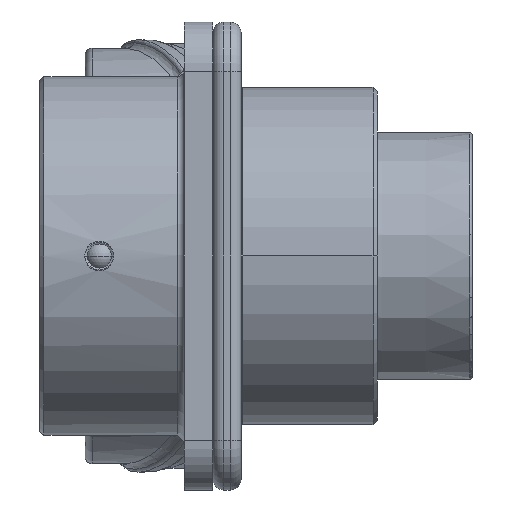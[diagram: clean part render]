
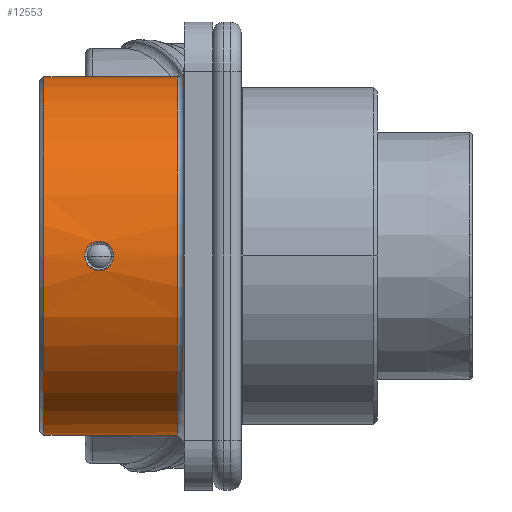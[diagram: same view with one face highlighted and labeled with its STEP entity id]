
A CAD part, left-side view. The second image highlights one B-rep face of the part: STEP entity #12553.
In plain terms, the highlighted cylindrical face has radius 12.65 mm (diameter 25.3 mm), a partial arc.
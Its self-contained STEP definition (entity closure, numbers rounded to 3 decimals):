
#45=DIRECTION('',(0.,1.,0.));
#46=VECTOR('',#45,9.4);
#47=CARTESIAN_POINT('',(0.,-16.2,12.65));
#48=LINE('',#47,#46);
#903=CARTESIAN_POINT('',(0.,-16.2,0.));
#904=DIRECTION('',(0.,1.,0.));
#905=DIRECTION('',(0.,0.,-1.));
#906=AXIS2_PLACEMENT_3D('',#903,#904,#905);
#908=CARTESIAN_POINT('',(0.,-16.2,0.));
#909=DIRECTION('',(0.,1.,0.));
#910=DIRECTION('',(-0.007,0.,-1.));
#911=AXIS2_PLACEMENT_3D('',#908,#909,#910);
#923=DIRECTION('',(0.,1.,0.));
#924=VECTOR('',#923,9.4);
#925=CARTESIAN_POINT('',(0.,-16.2,-12.65));
#926=LINE('',#925,#924);
#931=CARTESIAN_POINT('',(0.,-6.8,0.));
#932=DIRECTION('',(0.,-1.,0.));
#933=DIRECTION('',(0.,0.,1.));
#934=AXIS2_PLACEMENT_3D('',#931,#932,#933);
#1480=CARTESIAN_POINT('',(-12.65,-11.72,0.));
#1481=CARTESIAN_POINT('',(-12.65,-11.72,-0.1));
#1482=CARTESIAN_POINT('',(-12.648,-11.687,
-0.291));
#1483=CARTESIAN_POINT('',(-12.639,-11.556,
-0.548));
#1484=CARTESIAN_POINT('',(-12.627,-11.329,
-0.773));
#1485=CARTESIAN_POINT('',(-12.617,-11.047,
-0.917));
#1486=CARTESIAN_POINT('',(-12.613,-10.727,
-0.973));
#1487=CARTESIAN_POINT('',(-12.616,-10.398,
-0.931));
#1488=CARTESIAN_POINT('',(-12.625,-10.099,
-0.795));
#1489=CARTESIAN_POINT('',(-12.638,-9.853,
-0.563));
#1490=CARTESIAN_POINT('',(-12.648,-9.713,
-0.292));
#1491=CARTESIAN_POINT('',(-12.65,-9.68,-0.1));
#1492=CARTESIAN_POINT('',(-12.65,-9.68,0.));
#1503=CARTESIAN_POINT('',(-12.65,-9.68,0.));
#1504=CARTESIAN_POINT('',(-12.65,-9.68,0.1));
#1505=CARTESIAN_POINT('',(-12.648,-9.713,
0.291));
#1506=CARTESIAN_POINT('',(-12.639,-9.844,
0.548));
#1507=CARTESIAN_POINT('',(-12.627,-10.071,
0.773));
#1508=CARTESIAN_POINT('',(-12.617,-10.353,
0.917));
#1509=CARTESIAN_POINT('',(-12.613,-10.673,
0.973));
#1510=CARTESIAN_POINT('',(-12.616,-11.002,
0.931));
#1511=CARTESIAN_POINT('',(-12.625,-11.301,
0.795));
#1512=CARTESIAN_POINT('',(-12.638,-11.547,
0.563));
#1513=CARTESIAN_POINT('',(-12.648,-11.687,
0.292));
#1514=CARTESIAN_POINT('',(-12.65,-11.72,0.1));
#1515=CARTESIAN_POINT('',(-12.65,-11.72,0.));
#9633=CARTESIAN_POINT('',(0.,-16.2,-12.65));
#9635=VERTEX_POINT('',#9633);
#9636=CARTESIAN_POINT('',(0.,-16.2,12.65));
#9637=VERTEX_POINT('',#9636);
#9638=CARTESIAN_POINT('',(0.,-6.8,12.65));
#9639=VERTEX_POINT('',#9638);
#9640=CARTESIAN_POINT('',(0.,-6.8,-12.65));
#9641=VERTEX_POINT('',#9640);
#10097=CARTESIAN_POINT('',(-0.088,-16.2,-12.65));
#10098=VERTEX_POINT('',#10097);
#10101=VERTEX_POINT('',#1480);
#10102=VERTEX_POINT('',#1492);
#12534=CARTESIAN_POINT('',(0.,-17.21,0.));
#12535=DIRECTION('',(0.,1.,0.));
#12536=DIRECTION('',(0.,0.,-1.));
#12537=AXIS2_PLACEMENT_3D('',#12534,#12535,#12536);
#12538=CYLINDRICAL_SURFACE('',#12537,12.65);
#12539=ORIENTED_EDGE('',*,*,#12523,.F.);
#12540=ORIENTED_EDGE('',*,*,#12521,.F.);
#12541=ORIENTED_EDGE('',*,*,#11838,.T.);
#12543=ORIENTED_EDGE('',*,*,#12542,.F.);
#12544=ORIENTED_EDGE('',*,*,#11834,.F.);
#12545=EDGE_LOOP('',(#12539,#12540,#12541,#12543,#12544));
#12546=FACE_OUTER_BOUND('',#12545,.F.);
#12548=ORIENTED_EDGE('',*,*,#12547,.F.);
#12550=ORIENTED_EDGE('',*,*,#12549,.F.);
#12551=EDGE_LOOP('',(#12548,#12550));
#12552=FACE_BOUND('',#12551,.F.);
#12553=ADVANCED_FACE('',(#12546,#12552),#12538,.T.);
#907=CIRCLE('',#906,12.65);
#912=CIRCLE('',#911,12.65);
#935=CIRCLE('',#934,12.65);
#1493=B_SPLINE_CURVE_WITH_KNOTS('',3,(#1480,#1481,#1482,#1483,#1484,#1485,#1486,
#1487,#1488,#1489,#1490,#1491,#1492),.UNSPECIFIED.,.F.,.F.,(4,1,1,1,1,1,1,1,1,1,
4),(0.,0.1,0.2,0.3,0.4,0.5,0.6,0.7,0.8,0.9,1.),
.UNSPECIFIED.);
#1516=B_SPLINE_CURVE_WITH_KNOTS('',3,(#1503,#1504,#1505,#1506,#1507,#1508,#1509,
#1510,#1511,#1512,#1513,#1514,#1515),.UNSPECIFIED.,.F.,.F.,(4,1,1,1,1,1,1,1,1,1,
4),(0.,0.1,0.2,0.3,0.4,0.5,0.6,0.7,0.8,0.9,1.),
.UNSPECIFIED.);
#11834=EDGE_CURVE('',#9637,#9639,#48,.T.);
#11838=EDGE_CURVE('',#9635,#9641,#926,.T.);
#12521=EDGE_CURVE('',#9635,#10098,#907,.T.);
#12523=EDGE_CURVE('',#10098,#9637,#912,.T.);
#12542=EDGE_CURVE('',#9639,#9641,#935,.T.);
#12547=EDGE_CURVE('',#10101,#10102,#1493,.T.);
#12549=EDGE_CURVE('',#10102,#10101,#1516,.T.);
